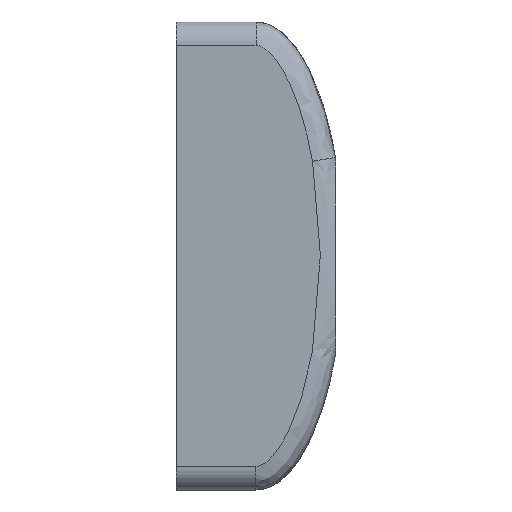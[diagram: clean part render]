
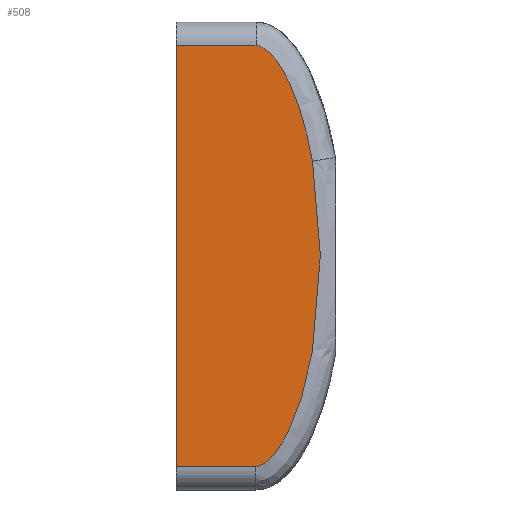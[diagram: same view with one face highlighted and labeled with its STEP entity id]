
A CAD part, front view. The second image highlights one B-rep face of the part: STEP entity #508.
In plain terms, the highlighted planar face has unit normal (0, -1, 0).
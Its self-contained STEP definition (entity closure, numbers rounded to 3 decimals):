
#17=B_SPLINE_CURVE_WITH_KNOTS('',3,(#879,#880,#881,#882,#883,#884,#885,
#886,#887,#888,#889,#890),.UNSPECIFIED.,.F.,.F.,(4,1,1,1,1,1,1,1,1,4),(-5.307,
-4.911,-4.514,-4.316,-4.118,
-4.019,-3.969,-3.944,-3.932,
-3.919),.UNSPECIFIED.);
#20=B_SPLINE_CURVE_WITH_KNOTS('',3,(#943,#944,#945,#946,#947,#948,#949,
#950,#951,#952,#953,#954,#955,#956,#957,#958,#959,#960,#961,#962,#963,#964,
#965,#966,#967,#968,#969,#970,#971,#972,#973,#974,#975,#976,#977,#978,#979,
#980,#981,#982,#983,#984,#985,#986,#987,#988,#989,#990,#991,#992,#993,#994),
 .UNSPECIFIED.,.F.,.F.,(4,3,3,3,3,3,3,3,3,3,3,3,3,3,3,3,3,4),(0.,
0.008,0.017,0.019,0.02,
0.035,0.041,0.056,0.082,
0.125,0.149,0.164,0.223,
0.296,0.327,0.397,0.48,
0.573),.UNSPECIFIED.);
#46=PLANE('',#572);
#67=FACE_OUTER_BOUND('',#103,.T.);
#103=EDGE_LOOP('',(#415,#416,#417,#418,#419));
#138=LINE('',#795,#174);
#143=LINE('',#815,#179);
#144=LINE('',#995,#180);
#174=VECTOR('',#658,10.);
#179=VECTOR('',#677,10.);
#180=VECTOR('',#686,10.);
#238=VERTEX_POINT('',#791);
#240=VERTEX_POINT('',#794);
#248=VERTEX_POINT('',#813);
#249=VERTEX_POINT('',#876);
#253=VERTEX_POINT('',#942);
#295=EDGE_CURVE('',#238,#240,#138,.T.);
#305=EDGE_CURVE('',#248,#238,#143,.T.);
#307=EDGE_CURVE('',#249,#248,#17,.T.);
#311=EDGE_CURVE('',#253,#249,#20,.T.);
#312=EDGE_CURVE('',#240,#253,#144,.T.);
#415=ORIENTED_EDGE('',*,*,#305,.F.);
#416=ORIENTED_EDGE('',*,*,#307,.F.);
#417=ORIENTED_EDGE('',*,*,#311,.F.);
#418=ORIENTED_EDGE('',*,*,#312,.F.);
#419=ORIENTED_EDGE('',*,*,#295,.F.);
#508=ADVANCED_FACE('',(#67),#46,.T.);
#572=AXIS2_PLACEMENT_3D('',#941,#684,#685);
#658=DIRECTION('',(0.,0.,1.));
#677=DIRECTION('',(-1.,0.,0.));
#684=DIRECTION('center_axis',(0.,-1.,0.));
#685=DIRECTION('ref_axis',(0.,0.,-1.));
#686=DIRECTION('',(1.,0.,0.));
#791=CARTESIAN_POINT('',(0.,-22.5,-9.));
#794=CARTESIAN_POINT('',(0.,-22.5,9.));
#795=CARTESIAN_POINT('',(0.,-22.5,-10.));
#813=CARTESIAN_POINT('',(3.4,-22.5,-9.));
#815=CARTESIAN_POINT('',(0.,-22.5,-9.));
#876=CARTESIAN_POINT('',(5.815,-22.5,4.047));
#879=CARTESIAN_POINT('Ctrl Pts',(5.815,-22.5,4.047));
#880=CARTESIAN_POINT('Ctrl Pts',(6.041,-22.5,2.749));
#881=CARTESIAN_POINT('Ctrl Pts',(6.245,-22.5,0.121));
#882=CARTESIAN_POINT('Ctrl Pts',(6.02,-22.5,-3.188));
#883=CARTESIAN_POINT('Ctrl Pts',(5.469,-22.5,-5.778));
#884=CARTESIAN_POINT('Ctrl Pts',(4.914,-22.5,-7.339));
#885=CARTESIAN_POINT('Ctrl Pts',(4.316,-22.5,-8.338));
#886=CARTESIAN_POINT('Ctrl Pts',(3.918,-22.5,-8.761));
#887=CARTESIAN_POINT('Ctrl Pts',(3.677,-22.5,-8.924));
#888=CARTESIAN_POINT('Ctrl Pts',(3.524,-22.5,-8.987));
#889=CARTESIAN_POINT('Ctrl Pts',(3.441,-22.5,-9.));
#890=CARTESIAN_POINT('Ctrl Pts',(3.4,-22.5,-9.));
#941=CARTESIAN_POINT('Origin',(0.,-22.5,10.));
#942=CARTESIAN_POINT('',(3.4,-22.5,9.));
#943=CARTESIAN_POINT('Ctrl Pts',(3.4,-22.5,9.));
#944=CARTESIAN_POINT('Ctrl Pts',(3.426,-22.5,9.));
#945=CARTESIAN_POINT('Ctrl Pts',(3.452,-22.5,8.997));
#946=CARTESIAN_POINT('Ctrl Pts',(3.477,-22.5,8.993));
#947=CARTESIAN_POINT('Ctrl Pts',(3.507,-22.5,8.987));
#948=CARTESIAN_POINT('Ctrl Pts',(3.537,-22.5,8.979));
#949=CARTESIAN_POINT('Ctrl Pts',(3.566,-22.5,8.968));
#950=CARTESIAN_POINT('Ctrl Pts',(3.571,-22.5,8.966));
#951=CARTESIAN_POINT('Ctrl Pts',(3.576,-22.5,8.965));
#952=CARTESIAN_POINT('Ctrl Pts',(3.581,-22.5,8.963));
#953=CARTESIAN_POINT('Ctrl Pts',(3.586,-22.5,8.96));
#954=CARTESIAN_POINT('Ctrl Pts',(3.592,-22.5,8.958));
#955=CARTESIAN_POINT('Ctrl Pts',(3.598,-22.5,8.955));
#956=CARTESIAN_POINT('Ctrl Pts',(3.643,-22.5,8.936));
#957=CARTESIAN_POINT('Ctrl Pts',(3.686,-22.5,8.913));
#958=CARTESIAN_POINT('Ctrl Pts',(3.727,-22.5,8.887));
#959=CARTESIAN_POINT('Ctrl Pts',(3.744,-22.5,8.877));
#960=CARTESIAN_POINT('Ctrl Pts',(3.76,-22.5,8.866));
#961=CARTESIAN_POINT('Ctrl Pts',(3.776,-22.5,8.855));
#962=CARTESIAN_POINT('Ctrl Pts',(3.818,-22.5,8.826));
#963=CARTESIAN_POINT('Ctrl Pts',(3.858,-22.5,8.794));
#964=CARTESIAN_POINT('Ctrl Pts',(3.897,-22.5,8.761));
#965=CARTESIAN_POINT('Ctrl Pts',(3.962,-22.5,8.706));
#966=CARTESIAN_POINT('Ctrl Pts',(4.022,-22.5,8.645));
#967=CARTESIAN_POINT('Ctrl Pts',(4.08,-22.5,8.582));
#968=CARTESIAN_POINT('Ctrl Pts',(4.178,-22.5,8.476));
#969=CARTESIAN_POINT('Ctrl Pts',(4.267,-22.5,8.362));
#970=CARTESIAN_POINT('Ctrl Pts',(4.35,-22.5,8.244));
#971=CARTESIAN_POINT('Ctrl Pts',(4.396,-22.5,8.179));
#972=CARTESIAN_POINT('Ctrl Pts',(4.44,-22.5,8.112));
#973=CARTESIAN_POINT('Ctrl Pts',(4.482,-22.5,8.044));
#974=CARTESIAN_POINT('Ctrl Pts',(4.508,-22.5,8.003));
#975=CARTESIAN_POINT('Ctrl Pts',(4.533,-22.5,7.961));
#976=CARTESIAN_POINT('Ctrl Pts',(4.558,-22.5,7.919));
#977=CARTESIAN_POINT('Ctrl Pts',(4.658,-22.5,7.748));
#978=CARTESIAN_POINT('Ctrl Pts',(4.75,-22.5,7.573));
#979=CARTESIAN_POINT('Ctrl Pts',(4.834,-22.5,7.394));
#980=CARTESIAN_POINT('Ctrl Pts',(4.938,-22.5,7.175));
#981=CARTESIAN_POINT('Ctrl Pts',(5.03,-22.5,6.951));
#982=CARTESIAN_POINT('Ctrl Pts',(5.115,-22.5,6.724));
#983=CARTESIAN_POINT('Ctrl Pts',(5.152,-22.5,6.625));
#984=CARTESIAN_POINT('Ctrl Pts',(5.187,-22.5,6.526));
#985=CARTESIAN_POINT('Ctrl Pts',(5.221,-22.5,6.426));
#986=CARTESIAN_POINT('Ctrl Pts',(5.296,-22.5,6.207));
#987=CARTESIAN_POINT('Ctrl Pts',(5.365,-22.5,5.985));
#988=CARTESIAN_POINT('Ctrl Pts',(5.428,-22.5,5.762));
#989=CARTESIAN_POINT('Ctrl Pts',(5.504,-22.5,5.495));
#990=CARTESIAN_POINT('Ctrl Pts',(5.573,-22.5,5.225));
#991=CARTESIAN_POINT('Ctrl Pts',(5.634,-22.5,4.954));
#992=CARTESIAN_POINT('Ctrl Pts',(5.702,-22.5,4.653));
#993=CARTESIAN_POINT('Ctrl Pts',(5.762,-22.5,4.35));
#994=CARTESIAN_POINT('Ctrl Pts',(5.815,-22.5,4.047));
#995=CARTESIAN_POINT('',(0.,-22.5,9.));
